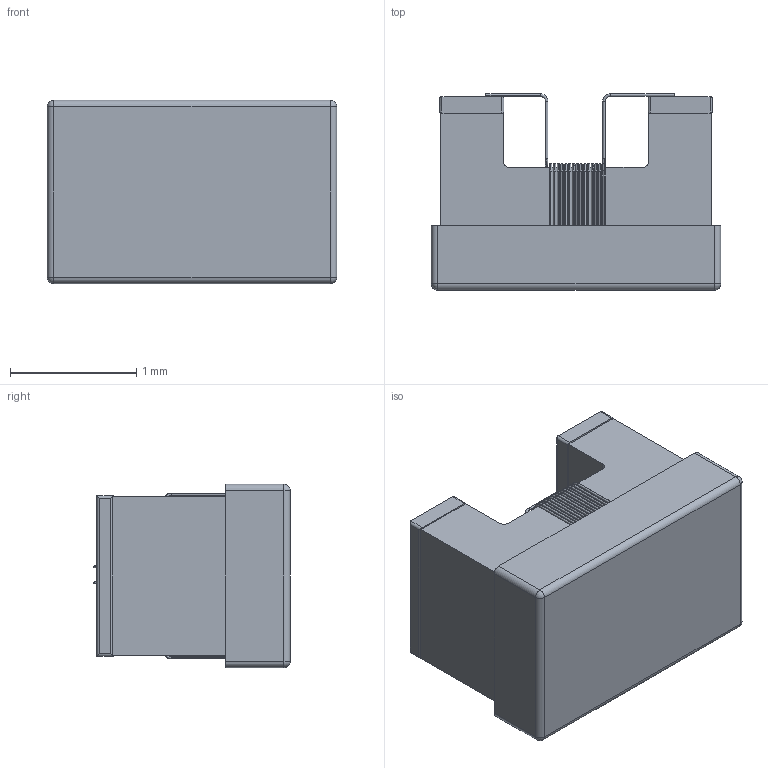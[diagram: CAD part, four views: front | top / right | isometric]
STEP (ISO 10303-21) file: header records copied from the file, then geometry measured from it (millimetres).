
FILE_DESCRIPTION (( 'STEP AP214' ), '1' );
FILE_NAME ('AISC-0805.STEP', '2013-09-10T06:18:43', ( '' ), ( '' ), 'SwSTEP 2.0', 'SolidWorks 2012', '' );
FILE_SCHEMA (( 'AUTOMOTIVE_DESIGN' ));
Length unit declared in the file: millimetre
Products named in the file (1): AISC-0805
Bounding box: 2.29 x 1.55 x 1.45 mm (x, y, z)
Volume: 4.7 mm3; surface area: 29.3 mm2
Topology: 2 solids, 2 shells, 421 faces, 1408 edges, 888 vertices
Faces by surface type: cylinder 156, torus 124, plane 70, bspline 67, sphere 4
Entity records: 26722 total; most frequent: CARTESIAN_POINT 10310, ORIENTED_EDGE 2808, DIRECTION 2334, EDGE_CURVE 1404, AXIS2_PLACEMENT_3D 957, VERTEX_POINT 888, CIRCLE 602, EDGE_LOOP 434
